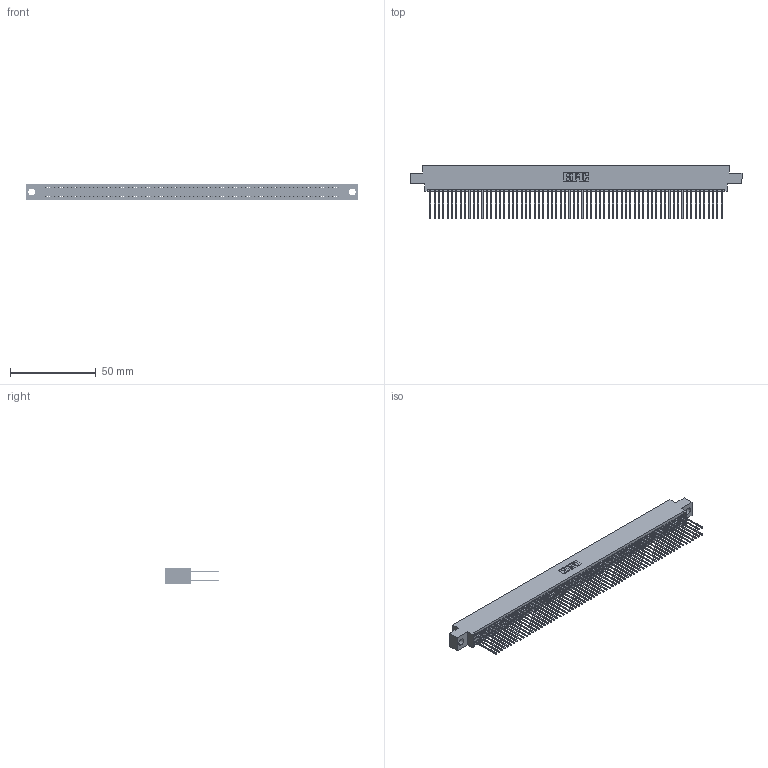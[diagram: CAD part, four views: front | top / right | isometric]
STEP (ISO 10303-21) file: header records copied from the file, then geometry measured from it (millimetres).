
FILE_DESCRIPTION (( 'STEP AP203' ), '1' );
FILE_NAME ('395-136-542-804.STEP', '2021-06-18T02:51:07', ( '' ), ( '' ), 'SwSTEP 2.0', 'SolidWorks 2020', '' );
FILE_SCHEMA (( 'CONFIG_CONTROL_DESIGN' ));
Length unit declared in the file: inch
Products named in the file (3): 345-292-001_345-293-142; 395-136-542-804; 345 Part_0.170 Offset - 0.156 Dia-TI
Assembly tree (137 placements, depth 2):
  395-136-542-804
    345 Part_0.170 Offset - 0.156 Dia-TI
    345-292-001_345-293-142  x136
Bounding box: 193.93 x 31.29 x 9.4 mm (x, y, z)
Volume: 19494.5 mm3; surface area: 32277.4 mm2
Topology: 137 solids, 137 shells, 6944 faces, 20653 edges, 13586 vertices
Faces by surface type: plane 4586, cylinder 2358
Entity records: 50423 total; most frequent: CARTESIAN_POINT 8434, ORIENTED_EDGE 8366, DIRECTION 7403, EDGE_CURVE 4183, LINE 3779, VECTOR 3779, VERTEX_POINT 2786, AXIS2_PLACEMENT_3D 1812
